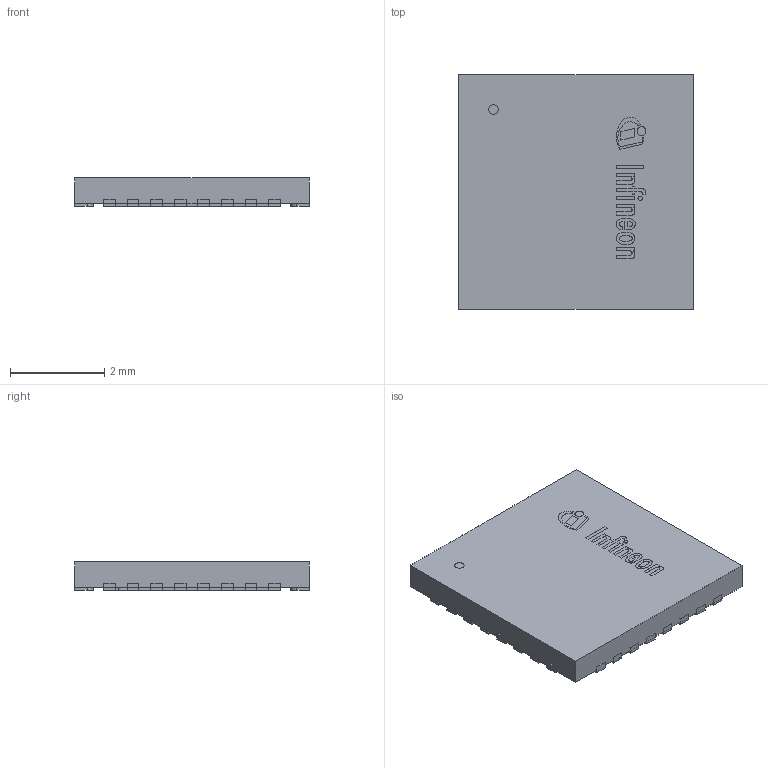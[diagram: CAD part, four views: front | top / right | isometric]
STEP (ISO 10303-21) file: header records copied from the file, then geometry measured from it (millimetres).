
FILE_DESCRIPTION(/* description */ (''),/* implementation_level */ '2;1');
FILE_NAME(/* name */ '1.stp',/* time_stamp */ '2024-06-19T10:10:22+05:30',/* author */ ('sivamani'),/* organization */ (''),/* preprocessor_version */ 'ST-DEVELOPER v19.2',/* originating_system */ 'AutoCAD Mechanical',/* authorisation */ '');
FILE_SCHEMA (('AUTOMOTIVE_DESIGN { 1 0 10303 214 3 1 1 }'));
Length unit declared in the file: millimetre
Products named in the file (1): Product
Bounding box: 5 x 5 x 0.6 mm (x, y, z)
Surface area: 101.4 mm2
Topology: 47 solids, 47 shells, 329 faces, 702 edges, 468 vertices
Faces by surface type: plane 269, cylinder 41, bspline 19
Full cylindrical faces by diameter (mm): 0.093 x1, 0.189 x1, 0.2 x2
Entity records: 8994 total; most frequent: CARTESIAN_POINT 2235, ORIENTED_EDGE 1404, DIRECTION 1264, EDGE_CURVE 702, LINE 478, VECTOR 478, VERTEX_POINT 468, AXIS2_PLACEMENT_3D 393
